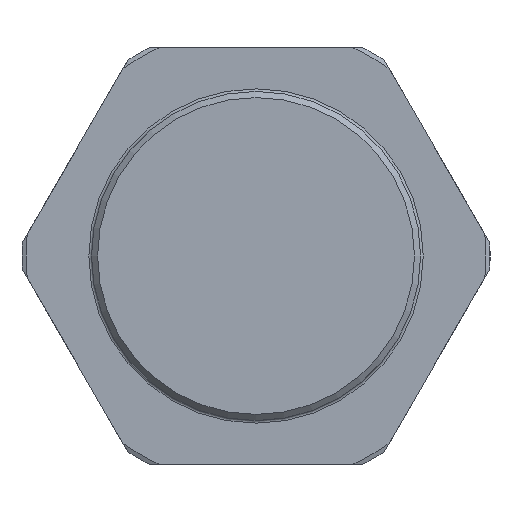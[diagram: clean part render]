
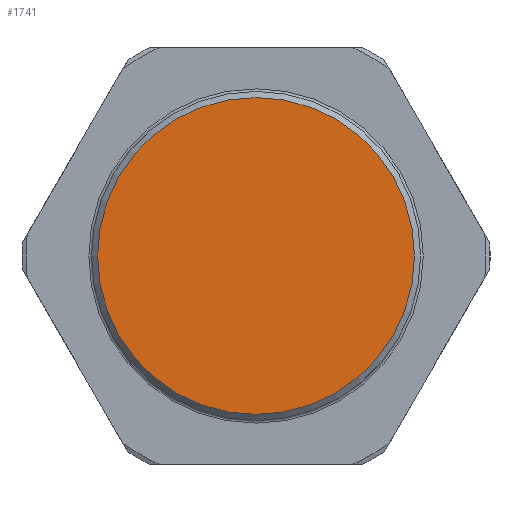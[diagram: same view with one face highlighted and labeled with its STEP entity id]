
A CAD part, left-side view. The second image highlights one B-rep face of the part: STEP entity #1741.
In plain terms, the highlighted planar face has unit normal (-1, 0, 0).
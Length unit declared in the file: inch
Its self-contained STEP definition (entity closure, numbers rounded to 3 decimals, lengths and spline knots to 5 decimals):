
#396=FACE_OUTER_BOUND('',#495,.T.);
#495=EDGE_LOOP('',(#1346,#1347));
#616=CIRCLE('',#1920,1.19409);
#617=CIRCLE('',#1921,1.19409);
#776=VERTEX_POINT('',#2872);
#777=VERTEX_POINT('',#2873);
#987=EDGE_CURVE('',#776,#777,#616,.T.);
#988=EDGE_CURVE('',#777,#776,#617,.T.);
#1346=ORIENTED_EDGE('',*,*,#987,.F.);
#1347=ORIENTED_EDGE('',*,*,#988,.F.);
#1682=PLANE('',#1919);
#1741=ADVANCED_FACE('',(#396),#1682,.T.);
#1919=AXIS2_PLACEMENT_3D('',#2871,#2285,#2286);
#1920=AXIS2_PLACEMENT_3D('',#2874,#2287,#2288);
#1921=AXIS2_PLACEMENT_3D('',#2875,#2289,#2290);
#2285=DIRECTION('center_axis',(-1.,0.,0.));
#2286=DIRECTION('ref_axis',(0.,0.,
-1.));
#2287=DIRECTION('center_axis',(1.,0.,0.));
#2288=DIRECTION('ref_axis',(0.,0.,
1.));
#2289=DIRECTION('center_axis',(1.,0.,0.));
#2290=DIRECTION('ref_axis',(0.,0.,
1.));
#2871=CARTESIAN_POINT('Origin',(-1.54626,-1.19409,0.));
#2872=CARTESIAN_POINT('',(-1.54626,-1.19409,0.));
#2873=CARTESIAN_POINT('',(-1.54626,1.19409,0.));
#2874=CARTESIAN_POINT('Origin',(-1.54626,0.,
0.));
#2875=CARTESIAN_POINT('Origin',(-1.54626,0.,
0.));
